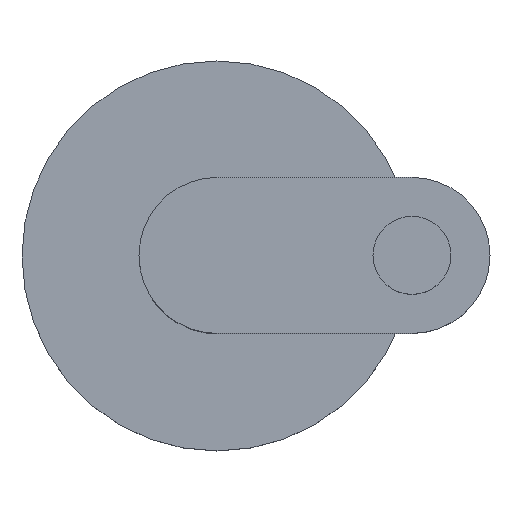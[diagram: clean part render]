
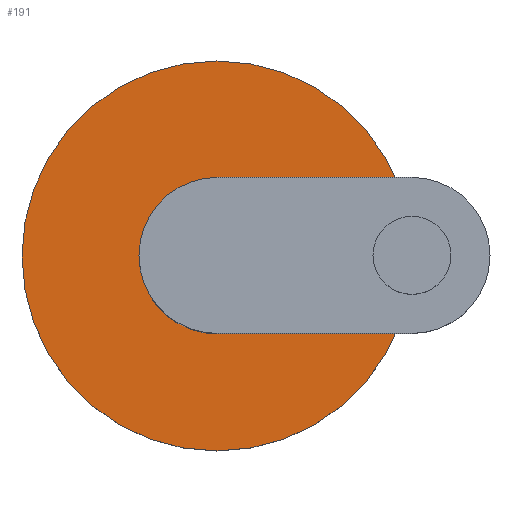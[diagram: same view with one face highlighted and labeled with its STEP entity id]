
A CAD part, top view. The second image highlights one B-rep face of the part: STEP entity #191.
In plain terms, the highlighted planar face has unit normal (0, 0, 1).
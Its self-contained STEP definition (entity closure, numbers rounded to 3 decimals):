
#7 = VERTEX_POINT ( 'NONE', #297 ) ;
#15 = VERTEX_POINT ( 'NONE', #443 ) ;
#19 = EDGE_CURVE ( 'NONE', #7, #45, #64, .T. ) ;
#34 = AXIS2_PLACEMENT_3D ( 'NONE', #245, #314, #98 ) ;
#45 = VERTEX_POINT ( 'NONE', #85 ) ;
#61 = DIRECTION ( 'NONE',  ( 0., 0., 1. ) ) ;
#64 = CIRCLE ( 'NONE', #400, 100. ) ;
#85 = CARTESIAN_POINT ( 'NONE',  ( -100., 0., 30. ) ) ;
#98 = DIRECTION ( 'NONE',  ( 1., 0., 0. ) ) ;
#102 = EDGE_CURVE ( 'NONE', #45, #7, #277, .T. ) ;
#114 = EDGE_LOOP ( 'NONE', ( #227, #448 ) ) ;
#119 = DIRECTION ( 'NONE',  ( 1., 0., 0. ) ) ;
#121 = FACE_OUTER_BOUND ( 'NONE', #114, .T. ) ;
#123 = CARTESIAN_POINT ( 'NONE',  ( 0., 0., 30. ) ) ;
#175 = EDGE_CURVE ( 'NONE', #295, #15, #299, .T. ) ;
#176 = AXIS2_PLACEMENT_3D ( 'NONE', #365, #61, #207 ) ;
#191 = ADVANCED_FACE ( 'NONE', ( #281, #121 ), #394, .T. ) ;
#198 = CIRCLE ( 'NONE', #176, 40. ) ;
#203 = CARTESIAN_POINT ( 'NONE',  ( 0., 0., 30. ) ) ;
#207 = DIRECTION ( 'NONE',  ( 1., 0., 0. ) ) ;
#211 = AXIS2_PLACEMENT_3D ( 'NONE', #203, #357, #351 ) ;
#227 = ORIENTED_EDGE ( 'NONE', *, *, #102, .T. ) ;
#244 = DIRECTION ( 'NONE',  ( 0., 0., 1. ) ) ;
#245 = CARTESIAN_POINT ( 'NONE',  ( 0., 0., 30. ) ) ;
#273 = DIRECTION ( 'NONE',  ( 1., 0., 0. ) ) ;
#277 = CIRCLE ( 'NONE', #211, 100. ) ;
#281 = FACE_BOUND ( 'NONE', #301, .T. ) ;
#295 = VERTEX_POINT ( 'NONE', #430 ) ;
#297 = CARTESIAN_POINT ( 'NONE',  ( 100., 0., 30. ) ) ;
#299 = CIRCLE ( 'NONE', #34, 40. ) ;
#301 = EDGE_LOOP ( 'NONE', ( #442, #379 ) ) ;
#304 = DIRECTION ( 'NONE',  ( 0., 0., 1. ) ) ;
#313 = EDGE_CURVE ( 'NONE', #15, #295, #198, .T. ) ;
#314 = DIRECTION ( 'NONE',  ( 0., 0., 1. ) ) ;
#351 = DIRECTION ( 'NONE',  ( 1., 0., 0. ) ) ;
#353 = AXIS2_PLACEMENT_3D ( 'NONE', #123, #244, #273 ) ;
#357 = DIRECTION ( 'NONE',  ( 0., 0., 1. ) ) ;
#365 = CARTESIAN_POINT ( 'NONE',  ( 0., 0., 30. ) ) ;
#376 = CARTESIAN_POINT ( 'NONE',  ( 0., 0., 30. ) ) ;
#379 = ORIENTED_EDGE ( 'NONE', *, *, #313, .F. ) ;
#394 = PLANE ( 'NONE',  #353 ) ;
#400 = AXIS2_PLACEMENT_3D ( 'NONE', #376, #304, #119 ) ;
#430 = CARTESIAN_POINT ( 'NONE',  ( -40., 0., 30. ) ) ;
#442 = ORIENTED_EDGE ( 'NONE', *, *, #175, .F. ) ;
#443 = CARTESIAN_POINT ( 'NONE',  ( 40., 0., 30. ) ) ;
#448 = ORIENTED_EDGE ( 'NONE', *, *, #19, .T. ) ;
